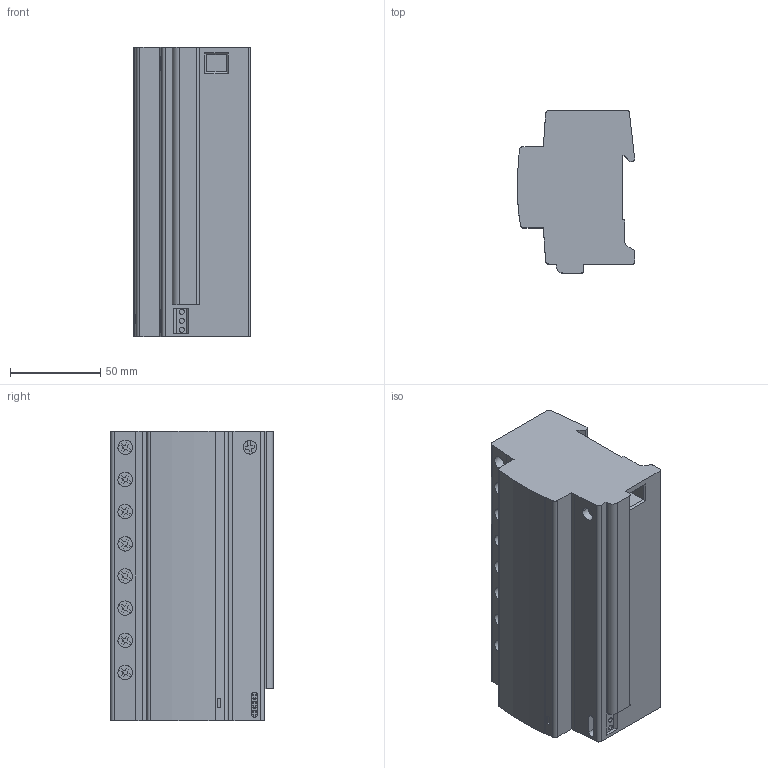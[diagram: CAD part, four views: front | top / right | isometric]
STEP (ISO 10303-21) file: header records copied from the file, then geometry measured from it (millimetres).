
FILE_DESCRIPTION((''),'2;1');
FILE_NAME('B80001007','2017-03-23T',('FRJEGUI'),(''),'CREO PARAMETRIC BY PTC INC, 2016380','CREO PARAMETRIC BY PTC INC, 2016380','');
FILE_SCHEMA(('CONFIG_CONTROL_DESIGN'));
Length unit declared in the file: millimetre
Products named in the file (1): B80001007
Bounding box: 64.77 x 90 x 160.2 mm (x, y, z)
Volume: 716750.2 mm3; surface area: 67507.9 mm2
Topology: 1 solids, 8 shells, 509 faces, 1357 edges, 888 vertices
Faces by surface type: plane 375, cylinder 134
Entity records: 16758 total; most frequent: CARTESIAN_POINT 3797, ORIENTED_EDGE 2714, DIRECTION 2655, EDGE_CURVE 1357, VECTOR 1037, LINE 1037, VERTEX_POINT 888, AXIS2_PLACEMENT_3D 809
